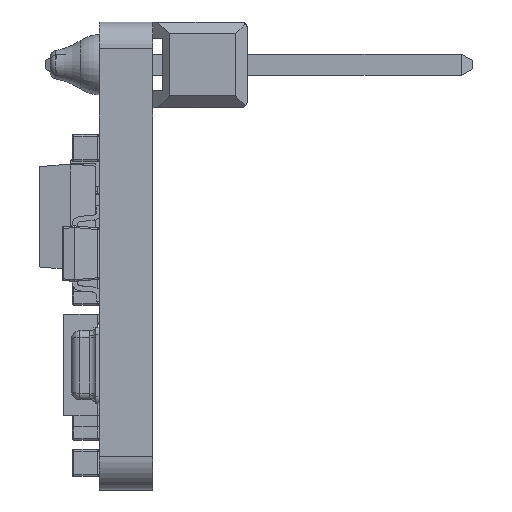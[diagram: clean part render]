
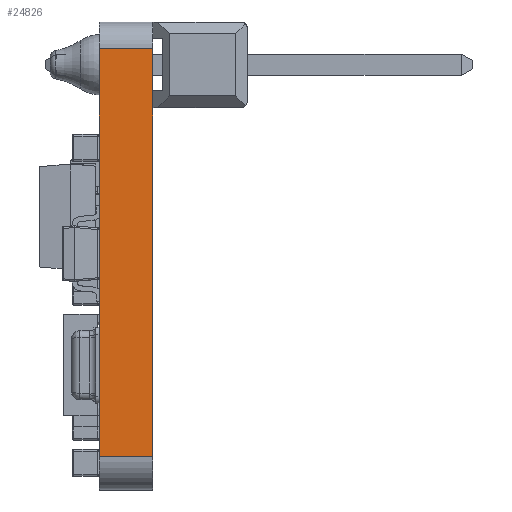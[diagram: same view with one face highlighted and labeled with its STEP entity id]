
A CAD part, left-side view. The second image highlights one B-rep face of the part: STEP entity #24826.
In plain terms, the highlighted planar face has unit normal (-1, 0, 0).
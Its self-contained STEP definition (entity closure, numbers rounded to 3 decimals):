
#385 = DIRECTION ( 'NONE',  ( 0., 0., 1. ) ) ;
#4048 = ORIENTED_EDGE ( 'NONE', *, *, #84560, .F. ) ;
#4833 = VECTOR ( 'NONE', #28232, 1000. ) ;
#7993 = CARTESIAN_POINT ( 'NONE',  ( -1.2, 0., -11.63 ) ) ;
#9006 = LINE ( 'NONE', #39744, #35017 ) ;
#9289 = EDGE_CURVE ( 'NONE', #31450, #93922, #97335, .T. ) ;
#10782 = ORIENTED_EDGE ( 'NONE', *, *, #33202, .T. ) ;
#16109 = DIRECTION ( 'NONE',  ( 0., -1., 0. ) ) ;
#17050 = DIRECTION ( 'NONE',  ( 0., 0., -1. ) ) ;
#21630 = CARTESIAN_POINT ( 'NONE',  ( -1.2, 0., -11.63 ) ) ;
#24423 = ORIENTED_EDGE ( 'NONE', *, *, #9289, .T. ) ;
#24826 = ADVANCED_FACE ( 'NONE', ( #92741 ), #37232, .F. ) ;
#27522 = VERTEX_POINT ( 'NONE', #50997 ) ;
#28232 = DIRECTION ( 'NONE',  ( 0., 0., 1. ) ) ;
#30160 = VECTOR ( 'NONE', #46738, 1000. ) ;
#31450 = VERTEX_POINT ( 'NONE', #7993 ) ;
#32488 = ORIENTED_EDGE ( 'NONE', *, *, #61107, .F. ) ;
#33202 = EDGE_CURVE ( 'NONE', #27522, #31450, #92183, .T. ) ;
#35017 = VECTOR ( 'NONE', #16109, 1000. ) ;
#37232 = PLANE ( 'NONE',  #74807 ) ;
#39744 = CARTESIAN_POINT ( 'NONE',  ( -1.2, 1.6, 0.47 ) ) ;
#41412 = VECTOR ( 'NONE', #385, 1000. ) ;
#46242 = LINE ( 'NONE', #54778, #41412 ) ;
#46738 = DIRECTION ( 'NONE',  ( 0., -1., 0. ) ) ;
#48870 = VERTEX_POINT ( 'NONE', #98171 ) ;
#50997 = CARTESIAN_POINT ( 'NONE',  ( -1.2, 1.6, -11.63 ) ) ;
#54778 = CARTESIAN_POINT ( 'NONE',  ( -1.2, 1.6, -11.63 ) ) ;
#56832 = CARTESIAN_POINT ( 'NONE',  ( -1.2, 1.6, -11.63 ) ) ;
#61107 = EDGE_CURVE ( 'NONE', #48870, #93922, #9006, .T. ) ;
#64867 = CARTESIAN_POINT ( 'NONE',  ( -1.2, 0., 0.47 ) ) ;
#74807 = AXIS2_PLACEMENT_3D ( 'NONE', #56832, #86122, #17050 ) ;
#84560 = EDGE_CURVE ( 'NONE', #27522, #48870, #46242, .T. ) ;
#85547 = CARTESIAN_POINT ( 'NONE',  ( -1.2, 1.6, -11.63 ) ) ;
#86122 = DIRECTION ( 'NONE',  ( 1., 0., 0. ) ) ;
#92183 = LINE ( 'NONE', #85547, #30160 ) ;
#92741 = FACE_OUTER_BOUND ( 'NONE', #94342, .T. ) ;
#93922 = VERTEX_POINT ( 'NONE', #64867 ) ;
#94342 = EDGE_LOOP ( 'NONE', ( #24423, #32488, #4048, #10782 ) ) ;
#97335 = LINE ( 'NONE', #21630, #4833 ) ;
#98171 = CARTESIAN_POINT ( 'NONE',  ( -1.2, 1.6, 0.47 ) ) ;
